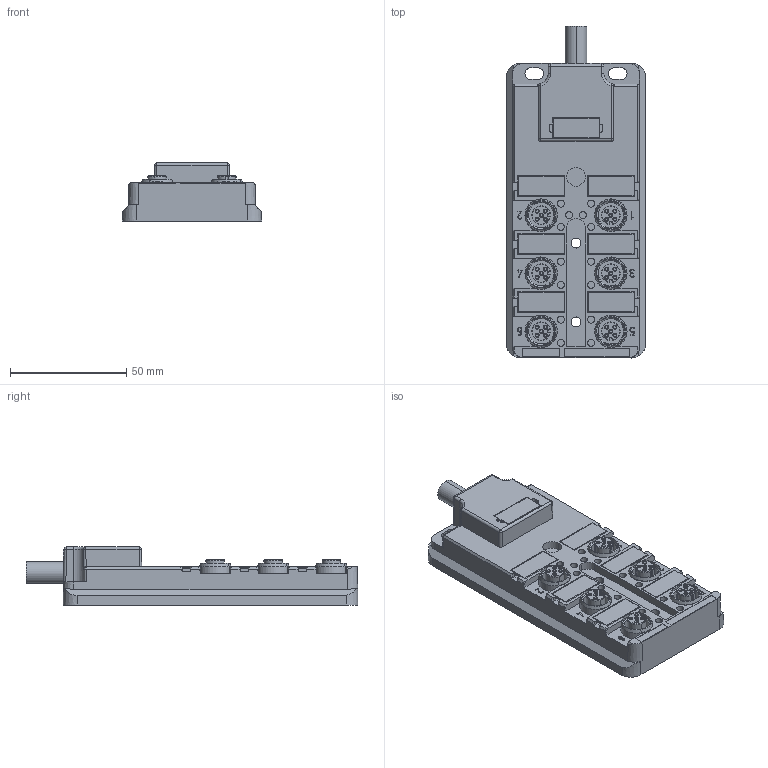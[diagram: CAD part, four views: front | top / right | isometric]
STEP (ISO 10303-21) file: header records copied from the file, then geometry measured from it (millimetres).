
FILE_DESCRIPTION(('CATIA V5 STEP Exchange','CAx-IF Rec.Pracs.--- Model Styling and Organization---1.4--- 2014-01-23'),'2;1');
FILE_NAME ('034198-3_1_9456610000_9456610000.stp','2019-12-10T09:50:58+00:00',('none'),('Weidmueller'),'CATIA Version 5-6 Release 2016 SP3 HF44','CATIA V5 STEP AP214','none');
FILE_SCHEMA(('AUTOMOTIVE_DESIGN { 1 0 10303 214 1 1 1 1 }'));
Length unit declared in the file: millimetre
Products named in the file (1): 9456610000
Bounding box: 60 x 143 x 25 mm (x, y, z)
Volume: 118569.1 mm3; surface area: 46470.4 mm2
Topology: 22 solids, 22 shells, 1473 faces, 3724 edges, 2387 vertices
Faces by surface type: plane 627, cylinder 548, cone 226, torus 64, sphere 6, bspline 2
Entity records: 41383 total; most frequent: CARTESIAN_POINT 8655, ORIENTED_EDGE 7436, DIRECTION 5286, EDGE_CURVE 3718, AXIS2_PLACEMENT_3D 2422, VERTEX_POINT 2387, VECTOR 1934, LINE 1934
